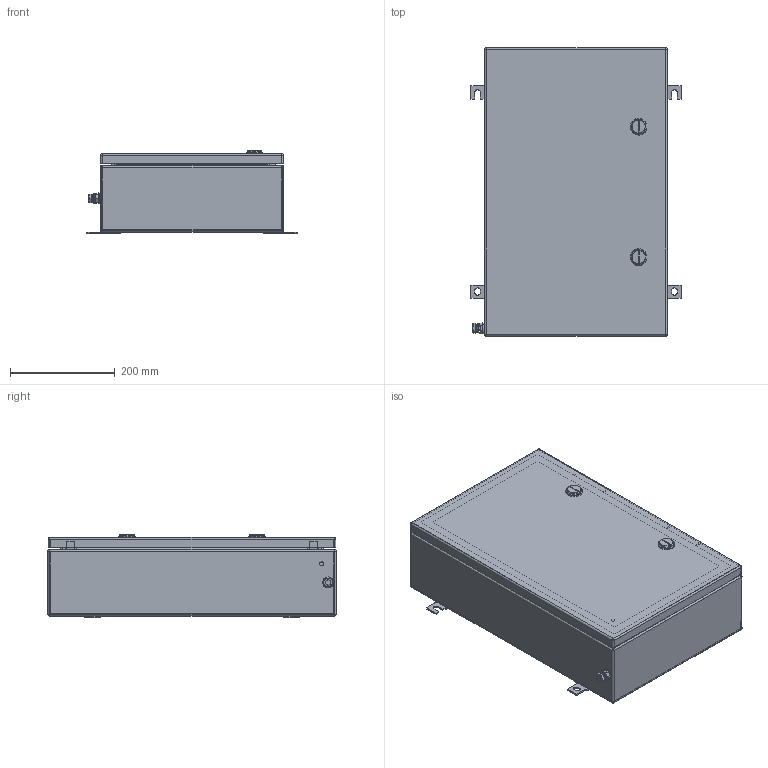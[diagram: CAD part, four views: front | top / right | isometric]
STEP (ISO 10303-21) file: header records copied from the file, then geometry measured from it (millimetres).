
FILE_DESCRIPTION(('CATIA V5 STEP Exchange','CAx-IF Rec.Pracs.--- Model Styling and Organization---1.4--- 2014-01-23'),'2;1');
FILE_NAME ('008827-9_3_1200550000_1200550000.stp','2019-09-23T08:47:57+00:00',('none'),('Weidmueller'),'CATIA Version 5-6 Release 2016 SP3 HF44','CATIA V5 STEP AP214','none');
FILE_SCHEMA(('AUTOMOTIVE_DESIGN { 1 0 10303 214 1 1 1 1 }'));
Length unit declared in the file: millimetre
Products named in the file (1): 1200550000
Bounding box: 401 x 550 x 159.8 mm (x, y, z)
Volume: 1265150.5 mm3; surface area: 1565527 mm2
Topology: 46 solids, 48 shells, 979 faces, 2280 edges, 1410 vertices
Faces by surface type: plane 475, cylinder 346, cone 104, sphere 24, torus 22, bspline 8
Entity records: 26604 total; most frequent: CARTESIAN_POINT 5559, ORIENTED_EDGE 4480, DIRECTION 3587, EDGE_CURVE 2240, AXIS2_PLACEMENT_3D 1513, VERTEX_POINT 1410, VECTOR 1312, LINE 1312
